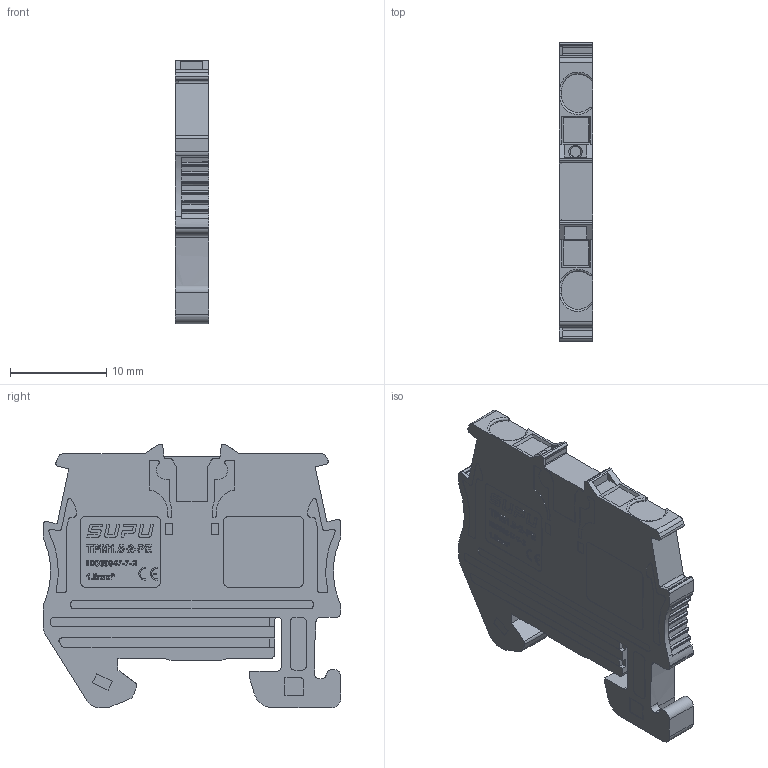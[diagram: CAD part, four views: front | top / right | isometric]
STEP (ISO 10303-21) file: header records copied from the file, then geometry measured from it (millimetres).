
FILE_DESCRIPTION(/* description */ (''),/* implementation_level */ '2;1');
FILE_NAME(/* name */ 'TPM1.5-2-PE.stp',/* time_stamp */ '2022-11-23T09:11:24+08:00',/* author */ (''),/* organization */ (''),/* preprocessor_version */ 'ST-DEVELOPER v16.7',/* originating_system */ 'SIEMENS PLM Software NX 12.0',/* authorisation */ '');
FILE_SCHEMA (('AP203_CONFIGURATION_CONTROLLED_3D_DESIGN_OF_MECHANICAL_PARTS_AND_ASSEMBLIES_MIM_LF { 1 0 10303 403 2 1 2}'));
Length unit declared in the file: millimetre
Products named in the file (1): SP1525T1002_step
Bounding box: 3.5 x 31 x 27.4 mm (x, y, z)
Volume: 2315.9 mm3; surface area: 1921.2 mm2
Topology: 1 solids, 1 shells, 1198 faces, 3445 edges, 2302 vertices
Faces by surface type: plane 985, cylinder 177, cone 17, extrusion 15, torus 4
Entity records: 39318 total; most frequent: CARTESIAN_POINT 7452, ORIENTED_EDGE 6890, DIRECTION 6182, EDGE_CURVE 3445, VECTOR 2928, LINE 2913, VERTEX_POINT 2302, AXIS2_PLACEMENT_3D 1627
